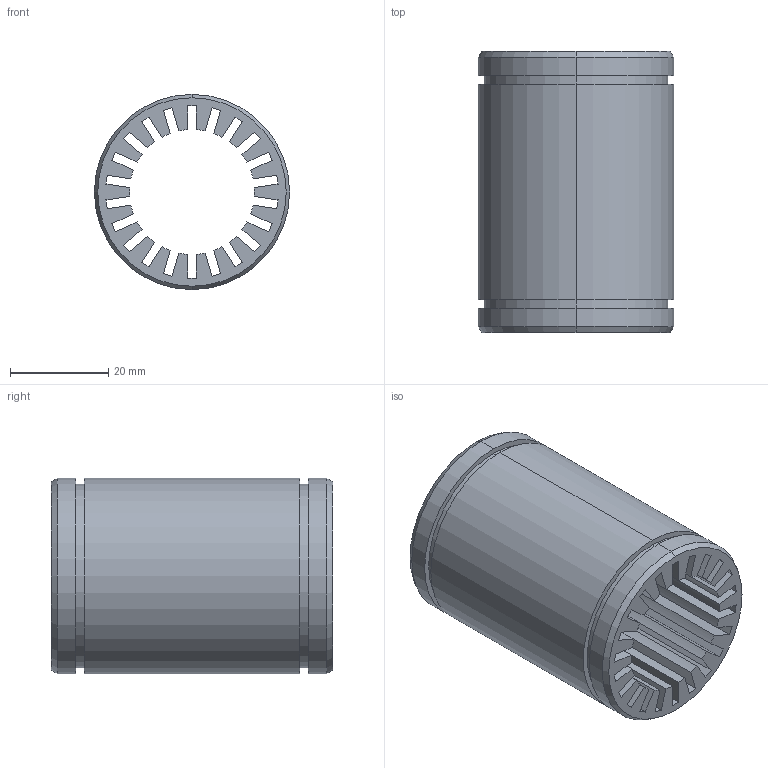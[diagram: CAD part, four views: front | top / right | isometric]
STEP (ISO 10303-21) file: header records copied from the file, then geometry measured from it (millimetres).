
FILE_DESCRIPTION (( 'STEP AP214' ), '1' );
FILE_NAME ('A-RJI-01-16.step', '2017-11-29T20:22:50', ( '' ), ( '' ), 'SwSTEP 2.0', 'SolidWorks 2017', '' );
FILE_SCHEMA (( 'AUTOMOTIVE_DESIGN' ));
Length unit declared in the file: inch
Products named in the file (1): A-RJI-01-16
Bounding box: 39.69 x 57.15 x 39.69 mm (x, y, z)
Volume: 30152 mm3; surface area: 25427.8 mm2
Topology: 1 solids, 1 shells, 108 faces, 302 edges, 200 vertices
Faces by surface type: plane 72, cylinder 32, cone 4
Entity records: 3506 total; most frequent: CARTESIAN_POINT 611, ORIENTED_EDGE 604, DIRECTION 588, EDGE_CURVE 302, LINE 234, VECTOR 234, VERTEX_POINT 200, AXIS2_PLACEMENT_3D 177
